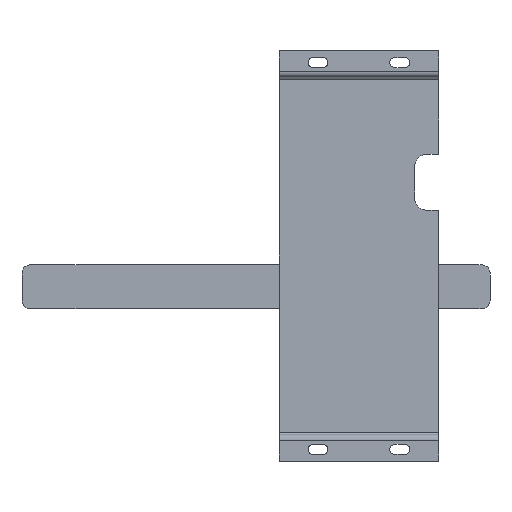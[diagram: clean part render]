
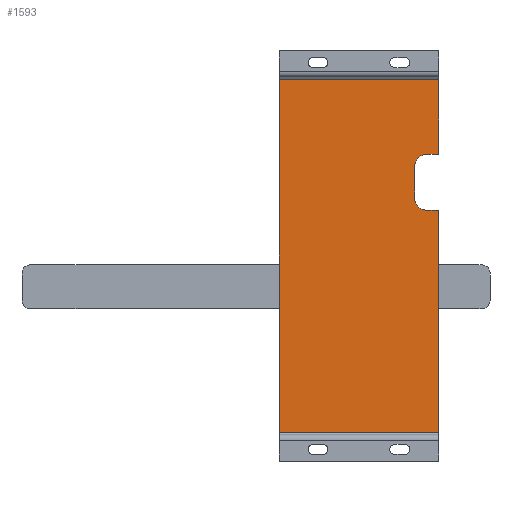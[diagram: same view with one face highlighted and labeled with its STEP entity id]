
A CAD part, front view. The second image highlights one B-rep face of the part: STEP entity #1593.
In plain terms, the highlighted planar face has unit normal (0, -1, 0).
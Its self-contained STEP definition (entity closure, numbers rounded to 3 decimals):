
#29 = VERTEX_POINT ( 'NONE', #446 ) ;
#36 = CARTESIAN_POINT ( 'NONE',  ( 28., -2., 29. ) ) ;
#39 = DIRECTION ( 'NONE',  ( 0., -1., 0. ) ) ;
#53 = DIRECTION ( 'NONE',  ( 1., 0., 0. ) ) ;
#75 = VERTEX_POINT ( 'NONE', #36 ) ;
#82 = CARTESIAN_POINT ( 'NONE',  ( 40., -2., 51. ) ) ;
#123 = CARTESIAN_POINT ( 'NONE',  ( 40., -2., 88.5 ) ) ;
#139 = FACE_OUTER_BOUND ( 'NONE', #2342, .T. ) ;
#154 = DIRECTION ( 'NONE',  ( 0., 0., -1. ) ) ;
#204 = DIRECTION ( 'NONE',  ( 1., 0., 0. ) ) ;
#247 = DIRECTION ( 'NONE',  ( 0., 0., 1. ) ) ;
#248 = EDGE_CURVE ( 'NONE', #1466, #2497, #2177, .T. ) ;
#393 = ORIENTED_EDGE ( 'NONE', *, *, #655, .F. ) ;
#422 = ORIENTED_EDGE ( 'NONE', *, *, #1698, .F. ) ;
#429 = VECTOR ( 'NONE', #2209, 1000. ) ;
#440 = CARTESIAN_POINT ( 'NONE',  ( 40., -2., 23. ) ) ;
#442 = VECTOR ( 'NONE', #844, 1000. ) ;
#446 = CARTESIAN_POINT ( 'NONE',  ( 40., -2., -88.5 ) ) ;
#472 = AXIS2_PLACEMENT_3D ( 'NONE', #2412, #39, #247 ) ;
#525 = DIRECTION ( 'NONE',  ( 0., -1., 0. ) ) ;
#566 = VERTEX_POINT ( 'NONE', #2384 ) ;
#595 = CARTESIAN_POINT ( 'NONE',  ( 28., -2., 29. ) ) ;
#655 = EDGE_CURVE ( 'NONE', #29, #1466, #1546, .T. ) ;
#676 = DIRECTION ( 'NONE',  ( -1., 0., 0. ) ) ;
#844 = DIRECTION ( 'NONE',  ( 0., 0., -1. ) ) ;
#900 = CARTESIAN_POINT ( 'NONE',  ( -40., -2., -91.5 ) ) ;
#909 = ORIENTED_EDGE ( 'NONE', *, *, #1500, .F. ) ;
#917 = LINE ( 'NONE', #955, #1096 ) ;
#927 = CARTESIAN_POINT ( 'NONE',  ( 34., -2., 45. ) ) ;
#944 = CIRCLE ( 'NONE', #472, 6. ) ;
#947 = VERTEX_POINT ( 'NONE', #1608 ) ;
#955 = CARTESIAN_POINT ( 'NONE',  ( 40., -2., -91.5 ) ) ;
#978 = LINE ( 'NONE', #1519, #1850 ) ;
#994 = PLANE ( 'NONE',  #1674 ) ;
#1017 = DIRECTION ( 'NONE',  ( 0., 1., 0. ) ) ;
#1040 = VERTEX_POINT ( 'NONE', #440 ) ;
#1043 = EDGE_CURVE ( 'NONE', #2497, #1308, #1377, .T. ) ;
#1085 = AXIS2_PLACEMENT_3D ( 'NONE', #927, #525, #2097 ) ;
#1096 = VECTOR ( 'NONE', #154, 1000. ) ;
#1162 = CIRCLE ( 'NONE', #1085, 6. ) ;
#1204 = LINE ( 'NONE', #1581, #442 ) ;
#1256 = VECTOR ( 'NONE', #676, 1000. ) ;
#1308 = VERTEX_POINT ( 'NONE', #123 ) ;
#1340 = EDGE_CURVE ( 'NONE', #1040, #29, #917, .T. ) ;
#1373 = EDGE_CURVE ( 'NONE', #2451, #566, #978, .T. ) ;
#1377 = LINE ( 'NONE', #1457, #2228 ) ;
#1406 = ORIENTED_EDGE ( 'NONE', *, *, #248, .F. ) ;
#1457 = CARTESIAN_POINT ( 'NONE',  ( -40., -2., 88.5 ) ) ;
#1466 = VERTEX_POINT ( 'NONE', #1983 ) ;
#1500 = EDGE_CURVE ( 'NONE', #1770, #1040, #2257, .T. ) ;
#1519 = CARTESIAN_POINT ( 'NONE',  ( 40., -2., 51. ) ) ;
#1531 = ORIENTED_EDGE ( 'NONE', *, *, #2216, .F. ) ;
#1546 = LINE ( 'NONE', #1671, #1256 ) ;
#1559 = CARTESIAN_POINT ( 'NONE',  ( 40., -2., 23. ) ) ;
#1581 = CARTESIAN_POINT ( 'NONE',  ( 40., -2., -91.5 ) ) ;
#1593 = ADVANCED_FACE ( 'NONE', ( #139 ), #994, .F. ) ;
#1608 = CARTESIAN_POINT ( 'NONE',  ( 28., -2., 45. ) ) ;
#1618 = EDGE_CURVE ( 'NONE', #75, #1770, #944, .T. ) ;
#1644 = VECTOR ( 'NONE', #1702, 1000. ) ;
#1671 = CARTESIAN_POINT ( 'NONE',  ( 40., -2., -88.5 ) ) ;
#1674 = AXIS2_PLACEMENT_3D ( 'NONE', #1809, #1017, #2391 ) ;
#1698 = EDGE_CURVE ( 'NONE', #947, #75, #1927, .T. ) ;
#1702 = DIRECTION ( 'NONE',  ( 0., 0., 1. ) ) ;
#1724 = VECTOR ( 'NONE', #204, 1000. ) ;
#1770 = VERTEX_POINT ( 'NONE', #1869 ) ;
#1809 = CARTESIAN_POINT ( 'NONE',  ( 0., -2., 0. ) ) ;
#1850 = VECTOR ( 'NONE', #2125, 1000. ) ;
#1869 = CARTESIAN_POINT ( 'NONE',  ( 34., -2., 23. ) ) ;
#1884 = ORIENTED_EDGE ( 'NONE', *, *, #1618, .F. ) ;
#1914 = CARTESIAN_POINT ( 'NONE',  ( -40., -2., 88.5 ) ) ;
#1927 = LINE ( 'NONE', #595, #429 ) ;
#1929 = EDGE_CURVE ( 'NONE', #566, #947, #1162, .T. ) ;
#1983 = CARTESIAN_POINT ( 'NONE',  ( -40., -2., -88.5 ) ) ;
#1995 = ORIENTED_EDGE ( 'NONE', *, *, #1043, .F. ) ;
#2097 = DIRECTION ( 'NONE',  ( 0., 0., 1. ) ) ;
#2125 = DIRECTION ( 'NONE',  ( -1., 0., 0. ) ) ;
#2177 = LINE ( 'NONE', #900, #1644 ) ;
#2209 = DIRECTION ( 'NONE',  ( 0., 0., -1. ) ) ;
#2216 = EDGE_CURVE ( 'NONE', #1308, #2451, #1204, .T. ) ;
#2228 = VECTOR ( 'NONE', #53, 1000. ) ;
#2257 = LINE ( 'NONE', #1559, #1724 ) ;
#2342 = EDGE_LOOP ( 'NONE', ( #2456, #2403, #1531, #1995, #1406, #393, #2437, #909, #1884, #422 ) ) ;
#2384 = CARTESIAN_POINT ( 'NONE',  ( 34., -2., 51. ) ) ;
#2391 = DIRECTION ( 'NONE',  ( 0., 0., 1. ) ) ;
#2403 = ORIENTED_EDGE ( 'NONE', *, *, #1373, .F. ) ;
#2412 = CARTESIAN_POINT ( 'NONE',  ( 34., -2., 29. ) ) ;
#2437 = ORIENTED_EDGE ( 'NONE', *, *, #1340, .F. ) ;
#2451 = VERTEX_POINT ( 'NONE', #82 ) ;
#2456 = ORIENTED_EDGE ( 'NONE', *, *, #1929, .F. ) ;
#2497 = VERTEX_POINT ( 'NONE', #1914 ) ;
